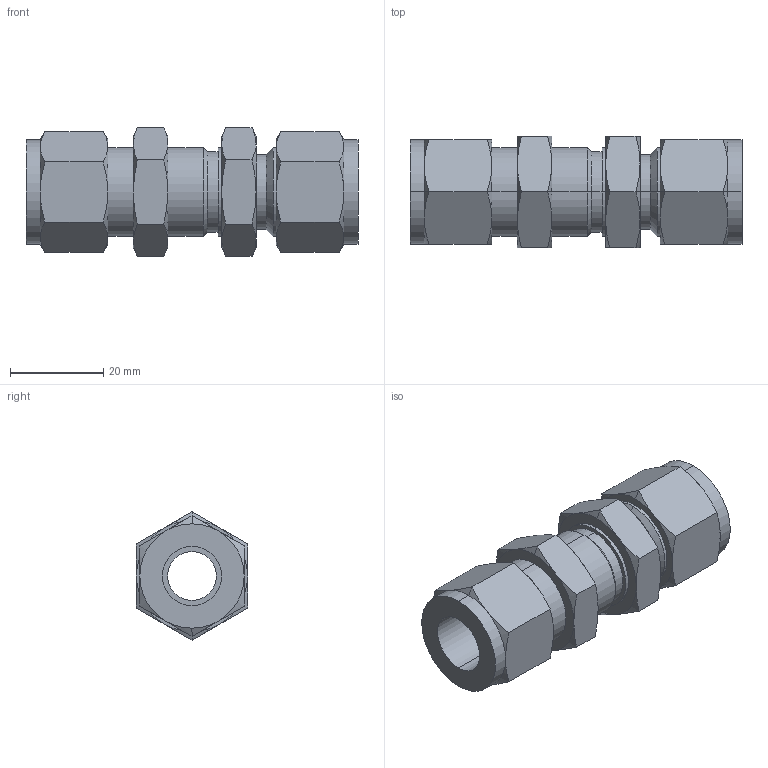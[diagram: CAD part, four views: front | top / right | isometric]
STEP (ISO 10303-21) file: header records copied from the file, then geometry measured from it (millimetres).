
FILE_DESCRIPTION(('starvars output'),'2;1');
FILE_NAME('tin21588.stp','17:44:02 2010/10/06',( 'Thomas Industrial Network Germany GmbH'),( 'Thomas Industrial Network Germany GmbH'),'unknown preprocess','ACIS' ,'unknown authorization');
FILE_SCHEMA(('AUTOMOTIVE_DESIGN_CC2 {UNKNOWN IMPLEMENTATION LEVEL}'));
Length unit declared in the file: millimetre
Products named in the file (1): PRODUCT_ID_1
Bounding box: 71.12 x 23.81 x 27.5 mm (x, y, z)
Volume: 19801.6 mm3; surface area: 9619.1 mm2
Topology: 1 solids, 1 shells, 125 faces, 266 edges, 152 vertices
Faces by surface type: cone 68, plane 35, cylinder 22
Entity records: 3557 total; most frequent: CARTESIAN_POINT 589, ORIENTED_EDGE 532, EDGE_CURVE 266, DIRECTION 232, VERTEX_POINT 152, EDGE_LOOP 136, FACE_BOUND 136, STYLED_ITEM 126
